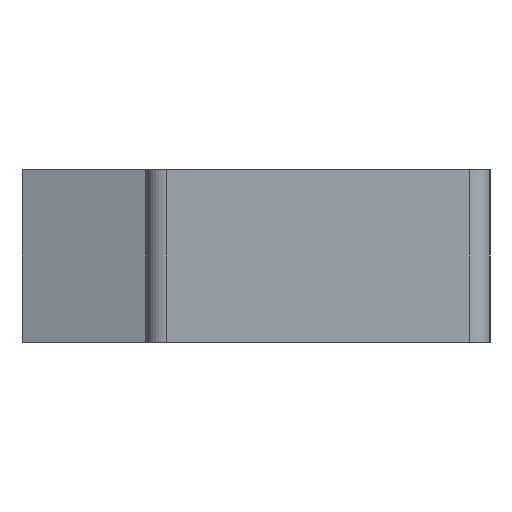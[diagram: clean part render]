
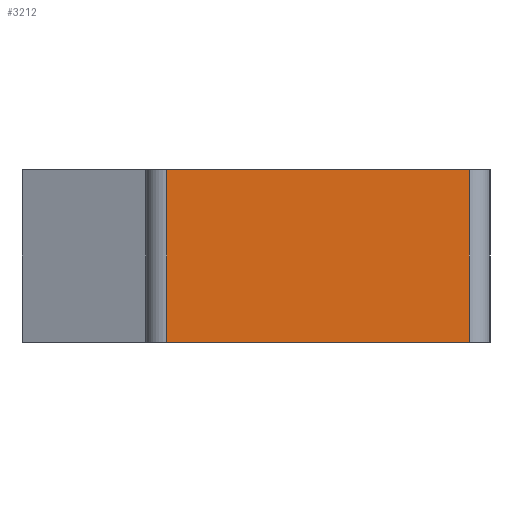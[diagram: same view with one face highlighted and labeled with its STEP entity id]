
A CAD part, left-side view. The second image highlights one B-rep face of the part: STEP entity #3212.
In plain terms, the highlighted planar face has unit normal (-1, 0, 0).
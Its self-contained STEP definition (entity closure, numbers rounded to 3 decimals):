
#190 = LINE ( 'NONE', #4256, #4042 ) ;
#214 = DIRECTION ( 'NONE',  ( 0., -1., 0. ) ) ;
#366 = DIRECTION ( 'NONE',  ( -1., 0., 0. ) ) ;
#380 = DIRECTION ( 'NONE',  ( 0., 0., -1. ) ) ;
#392 = ORIENTED_EDGE ( 'NONE', *, *, #2440, .T. ) ;
#415 = CARTESIAN_POINT ( 'NONE',  ( 0., -2.2, 0. ) ) ;
#425 = LINE ( 'NONE', #3085, #3445 ) ;
#694 = VECTOR ( 'NONE', #380, 1000. ) ;
#966 = CARTESIAN_POINT ( 'NONE',  ( 0., 2.2, 0. ) ) ;
#1128 = LINE ( 'NONE', #1783, #694 ) ;
#1138 = ORIENTED_EDGE ( 'NONE', *, *, #3761, .T. ) ;
#1183 = AXIS2_PLACEMENT_3D ( 'NONE', #2032, #366, #2655 ) ;
#1597 = VECTOR ( 'NONE', #3089, 1000. ) ;
#1644 = VERTEX_POINT ( 'NONE', #966 ) ;
#1713 = CARTESIAN_POINT ( 'NONE',  ( 0., -2.2, -2.5 ) ) ;
#1783 = CARTESIAN_POINT ( 'NONE',  ( 0., 2.2, -2.5 ) ) ;
#1790 = EDGE_LOOP ( 'NONE', ( #3719, #1138, #3543, #392 ) ) ;
#2032 = CARTESIAN_POINT ( 'NONE',  ( 0., 0., -2.5 ) ) ;
#2281 = VERTEX_POINT ( 'NONE', #415 ) ;
#2440 = EDGE_CURVE ( 'NONE', #3648, #2281, #2668, .T. ) ;
#2655 = DIRECTION ( 'NONE',  ( 0., 0., 1. ) ) ;
#2668 = LINE ( 'NONE', #1713, #1597 ) ;
#2693 = CARTESIAN_POINT ( 'NONE',  ( 0., -2.2, -2.5 ) ) ;
#3006 = PLANE ( 'NONE',  #1183 ) ;
#3025 = CARTESIAN_POINT ( 'NONE',  ( 0., 2.2, -2.5 ) ) ;
#3085 = CARTESIAN_POINT ( 'NONE',  ( 0., 0., 0. ) ) ;
#3089 = DIRECTION ( 'NONE',  ( 0., 0., 1. ) ) ;
#3212 = ADVANCED_FACE ( 'NONE', ( #3352 ), #3006, .T. ) ;
#3225 = VERTEX_POINT ( 'NONE', #3025 ) ;
#3352 = FACE_OUTER_BOUND ( 'NONE', #1790, .T. ) ;
#3445 = VECTOR ( 'NONE', #4071, 1000. ) ;
#3516 = EDGE_CURVE ( 'NONE', #3225, #3648, #190, .T. ) ;
#3543 = ORIENTED_EDGE ( 'NONE', *, *, #3516, .T. ) ;
#3648 = VERTEX_POINT ( 'NONE', #2693 ) ;
#3719 = ORIENTED_EDGE ( 'NONE', *, *, #4231, .F. ) ;
#3761 = EDGE_CURVE ( 'NONE', #1644, #3225, #1128, .T. ) ;
#4042 = VECTOR ( 'NONE', #214, 1000. ) ;
#4071 = DIRECTION ( 'NONE',  ( 0., -1., 0. ) ) ;
#4231 = EDGE_CURVE ( 'NONE', #1644, #2281, #425, .T. ) ;
#4256 = CARTESIAN_POINT ( 'NONE',  ( 0., 0., -2.5 ) ) ;
